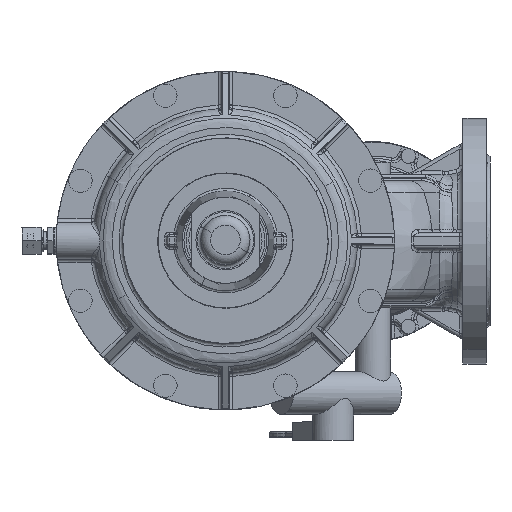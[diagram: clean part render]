
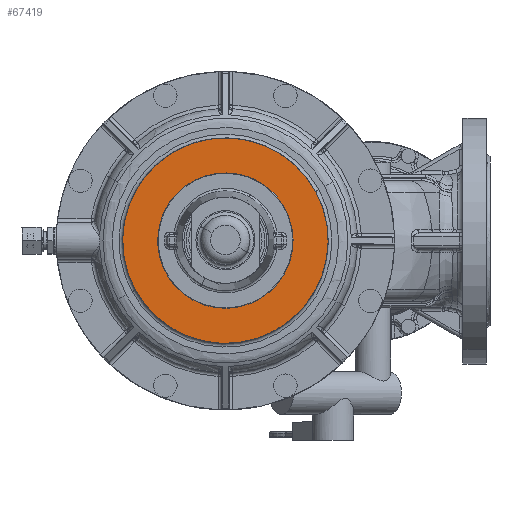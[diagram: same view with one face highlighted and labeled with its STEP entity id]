
A CAD part, top view. The second image highlights one B-rep face of the part: STEP entity #67419.
In plain terms, the highlighted planar face has unit normal (0, 0, 1).
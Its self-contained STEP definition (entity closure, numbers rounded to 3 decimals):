
#67355=DIRECTION('Axis2P3D Direction',(0.,0.,-1.)) ;
#67356=DIRECTION('Axis2P3D XDirection',(1.,0.,0.)) ;
#67360=DIRECTION('Axis2P3D Direction',(0.,0.,-1.)) ;
#67369=DIRECTION('Axis2P3D Direction',(0.,0.,-1.)) ;
#67376=DIRECTION('Axis2P3D Direction',(0.,0.,-1.)) ;
#67383=DIRECTION('Axis2P3D Direction',(0.,0.,-1.)) ;
#67394=DIRECTION('Axis2P3D Direction',(0.,0.,-1.)) ;
#67403=DIRECTION('Axis2P3D Direction',(0.,0.,-1.)) ;
#67410=DIRECTION('Axis2P3D Direction',(0.,0.,-1.)) ;
#67354=CARTESIAN_POINT('Axis2P3D Location',(83.5,0.,221.)) ;
#67359=CARTESIAN_POINT('Axis2P3D Location',(0.,0.,221.)) ;
#67363=CARTESIAN_POINT('Vertex',(-73.278,-40.032,221.)) ;
#67365=CARTESIAN_POINT('Vertex',(-73.278,40.032,221.)) ;
#67368=CARTESIAN_POINT('Axis2P3D Location',(0.,0.,221.)) ;
#67372=CARTESIAN_POINT('Vertex',(73.278,-40.032,221.)) ;
#67375=CARTESIAN_POINT('Axis2P3D Location',(0.,0.,221.)) ;
#67379=CARTESIAN_POINT('Vertex',(73.278,40.032,221.)) ;
#67382=CARTESIAN_POINT('Axis2P3D Location',(0.,0.,221.)) ;
#67393=CARTESIAN_POINT('Axis2P3D Location',(0.,0.,221.)) ;
#67397=CARTESIAN_POINT('Vertex',(-26.129,-47.828,221.)) ;
#67399=CARTESIAN_POINT('Vertex',(20.212,50.613,221.)) ;
#67402=CARTESIAN_POINT('Axis2P3D Location',(0.,0.,221.)) ;
#67406=CARTESIAN_POINT('Vertex',(26.129,47.828,221.)) ;
#67409=CARTESIAN_POINT('Axis2P3D Location',(0.,0.,221.)) ;
#67357=AXIS2_PLACEMENT_3D('Plane Axis2P3D',#67354,#67355,#67356) ;
#67361=AXIS2_PLACEMENT_3D('Circle Axis2P3D',#67359,#67360,$) ;
#67370=AXIS2_PLACEMENT_3D('Circle Axis2P3D',#67368,#67369,$) ;
#67377=AXIS2_PLACEMENT_3D('Circle Axis2P3D',#67375,#67376,$) ;
#67384=AXIS2_PLACEMENT_3D('Circle Axis2P3D',#67382,#67383,$) ;
#67395=AXIS2_PLACEMENT_3D('Circle Axis2P3D',#67393,#67394,$) ;
#67404=AXIS2_PLACEMENT_3D('Circle Axis2P3D',#67402,#67403,$) ;
#67411=AXIS2_PLACEMENT_3D('Circle Axis2P3D',#67409,#67410,$) ;
#67418=FACE_BOUND('',#67414,.T.) ;
#67367=EDGE_CURVE('',#67364,#67366,#67362,.T.) ;
#67374=EDGE_CURVE('',#67373,#67364,#67371,.T.) ;
#67381=EDGE_CURVE('',#67380,#67373,#67378,.T.) ;
#67386=EDGE_CURVE('',#67366,#67380,#67385,.T.) ;
#67401=EDGE_CURVE('',#67398,#67400,#67396,.T.) ;
#67408=EDGE_CURVE('',#67400,#67407,#67405,.T.) ;
#67413=EDGE_CURVE('',#67407,#67398,#67412,.T.) ;
#67358=PLANE('Plane',#67357) ;
#67388=ORIENTED_EDGE('',*,*,#67367,.F.) ;
#67389=ORIENTED_EDGE('',*,*,#67374,.F.) ;
#67390=ORIENTED_EDGE('',*,*,#67381,.F.) ;
#67391=ORIENTED_EDGE('',*,*,#67386,.F.) ;
#67415=ORIENTED_EDGE('',*,*,#67401,.T.) ;
#67416=ORIENTED_EDGE('',*,*,#67408,.T.) ;
#67417=ORIENTED_EDGE('',*,*,#67413,.T.) ;
#67419=ADVANCED_FACE('Brep With Voids',(#67392,#67418),#67358,.F.) ;
#67362=CIRCLE('generated circle',#67361,83.5) ;
#67371=CIRCLE('generated circle',#67370,83.5) ;
#67378=CIRCLE('generated circle',#67377,83.5) ;
#67385=CIRCLE('generated circle',#67384,83.5) ;
#67396=CIRCLE('generated circle',#67395,54.5) ;
#67405=CIRCLE('generated circle',#67404,54.5) ;
#67412=CIRCLE('generated circle',#67411,54.5) ;
#67364=VERTEX_POINT('',#67363) ;
#67366=VERTEX_POINT('',#67365) ;
#67373=VERTEX_POINT('',#67372) ;
#67380=VERTEX_POINT('',#67379) ;
#67398=VERTEX_POINT('',#67397) ;
#67400=VERTEX_POINT('',#67399) ;
#67407=VERTEX_POINT('',#67406) ;
#67387=EDGE_LOOP('',(#67388,#67389,#67390,#67391)) ;
#67414=EDGE_LOOP('',(#67415,#67416,#67417)) ;
#67392=FACE_OUTER_BOUND('',#67387,.T.) ;
